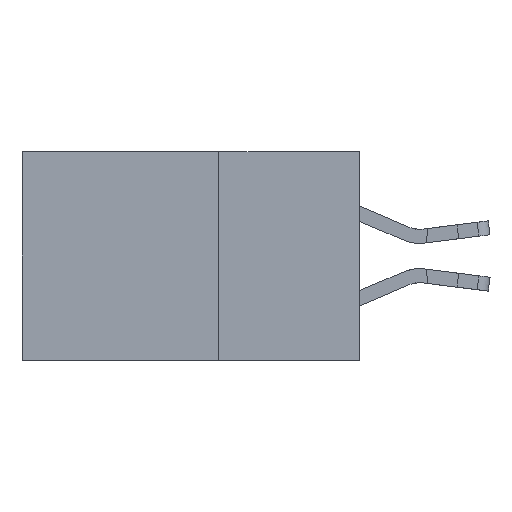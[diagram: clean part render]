
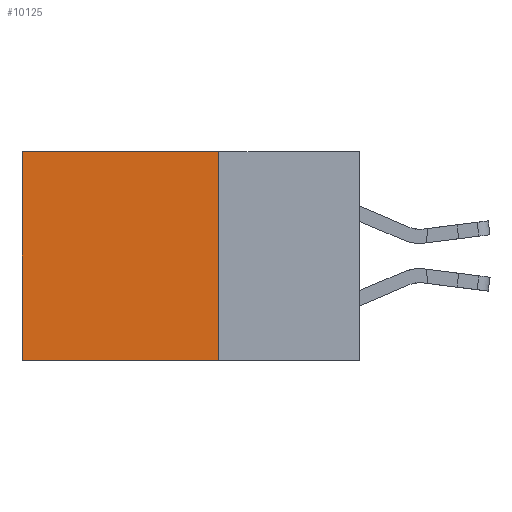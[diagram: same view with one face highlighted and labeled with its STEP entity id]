
A CAD part, left-side view. The second image highlights one B-rep face of the part: STEP entity #10125.
In plain terms, the highlighted planar face has unit normal (-1, 0, 0).
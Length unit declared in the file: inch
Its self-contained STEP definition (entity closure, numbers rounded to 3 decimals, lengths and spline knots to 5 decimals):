
#1046 = CARTESIAN_POINT ( 'NONE',  ( 0.2875, 0.6, 0. ) ) ;
#1247 = ORIENTED_EDGE ( 'NONE', *, *, #20293, .F. ) ;
#1927 = DIRECTION ( 'NONE',  ( 0., 0., -1. ) ) ;
#2088 = VECTOR ( 'NONE', #9378, 39.37008 ) ;
#3421 = CARTESIAN_POINT ( 'NONE',  ( 0.2875, 0.25, 0. ) ) ;
#4097 = EDGE_CURVE ( 'NONE', #22787, #12925, #9516, .T. ) ;
#4258 = DIRECTION ( 'NONE',  ( 0., 1., 0. ) ) ;
#4450 = DIRECTION ( 'NONE',  ( 0., 0., -1. ) ) ;
#4534 = CARTESIAN_POINT ( 'NONE',  ( 0.2875, 0.25, 0. ) ) ;
#5021 = EDGE_LOOP ( 'NONE', ( #20244, #5352, #1247, #9381 ) ) ;
#5254 = EDGE_CURVE ( 'NONE', #12925, #5471, #6731, .T. ) ;
#5352 = ORIENTED_EDGE ( 'NONE', *, *, #17137, .F. ) ;
#5471 = VERTEX_POINT ( 'NONE', #18822 ) ;
#6731 = LINE ( 'NONE', #18731, #2088 ) ;
#7242 = CARTESIAN_POINT ( 'NONE',  ( 0.2875, 0.25, -0.37 ) ) ;
#7447 = DIRECTION ( 'NONE',  ( 0., 1., 0. ) ) ;
#7959 = FACE_OUTER_BOUND ( 'NONE', #5021, .T. ) ;
#8216 = DIRECTION ( 'NONE',  ( 1., 0., 0. ) ) ;
#9190 = LINE ( 'NONE', #9570, #9761 ) ;
#9378 = DIRECTION ( 'NONE',  ( 0., 0., -1. ) ) ;
#9381 = ORIENTED_EDGE ( 'NONE', *, *, #4097, .T. ) ;
#9516 = LINE ( 'NONE', #20822, #20915 ) ;
#9570 = CARTESIAN_POINT ( 'NONE',  ( 0.2875, 0.25, 0. ) ) ;
#9761 = VECTOR ( 'NONE', #1927, 39.37008 ) ;
#10125 = ADVANCED_FACE ( 'NONE', ( #7959 ), #13750, .F. ) ;
#12086 = AXIS2_PLACEMENT_3D ( 'NONE', #4534, #8216, #4450 ) ;
#12925 = VERTEX_POINT ( 'NONE', #1046 ) ;
#13750 = PLANE ( 'NONE',  #12086 ) ;
#17137 = EDGE_CURVE ( 'NONE', #24182, #5471, #22779, .T. ) ;
#18731 = CARTESIAN_POINT ( 'NONE',  ( 0.2875, 0.6, 0. ) ) ;
#18822 = CARTESIAN_POINT ( 'NONE',  ( 0.2875, 0.6, -0.37 ) ) ;
#20244 = ORIENTED_EDGE ( 'NONE', *, *, #5254, .T. ) ;
#20293 = EDGE_CURVE ( 'NONE', #22787, #24182, #9190, .T. ) ;
#20822 = CARTESIAN_POINT ( 'NONE',  ( 0.2875, 0.25, 0. ) ) ;
#20915 = VECTOR ( 'NONE', #4258, 39.37008 ) ;
#21038 = VECTOR ( 'NONE', #7447, 39.37008 ) ;
#22525 = CARTESIAN_POINT ( 'NONE',  ( 0.2875, 0.25, -0.37 ) ) ;
#22779 = LINE ( 'NONE', #7242, #21038 ) ;
#22787 = VERTEX_POINT ( 'NONE', #3421 ) ;
#24182 = VERTEX_POINT ( 'NONE', #22525 ) ;
